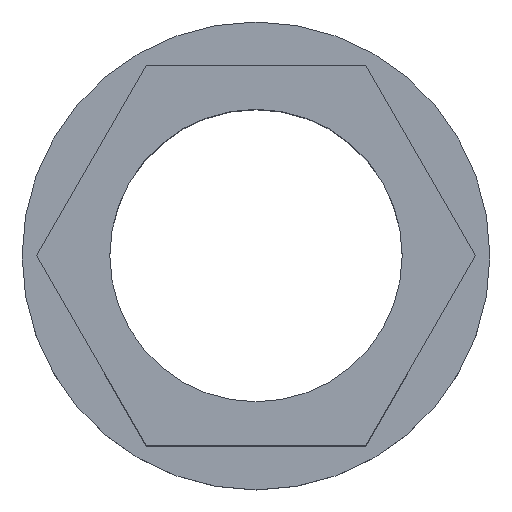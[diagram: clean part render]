
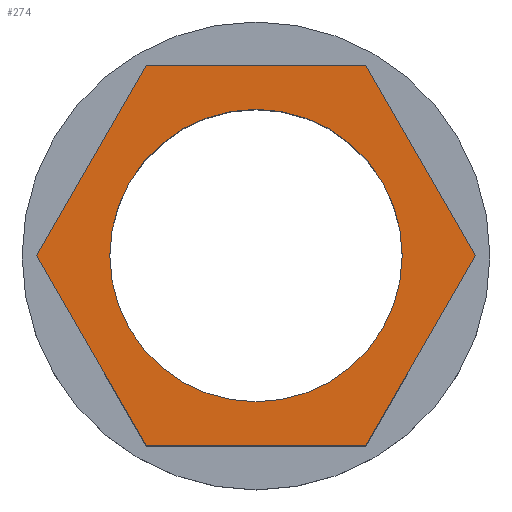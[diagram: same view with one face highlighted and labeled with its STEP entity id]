
A CAD part, top view. The second image highlights one B-rep face of the part: STEP entity #274.
In plain terms, the highlighted planar face has unit normal (0, 0, 1).
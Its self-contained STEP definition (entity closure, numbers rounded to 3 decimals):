
#43=CARTESIAN_POINT('',(-2.5,0.,5.));
#44=VERTEX_POINT('',#43);
#51=CARTESIAN_POINT('',(2.5,0.,5.));
#52=VERTEX_POINT('',#51);
#53=CARTESIAN_POINT('',(0.,0.,5.));
#54=DIRECTION('',(1.,0.,0.));
#55=DIRECTION('',(0.,0.,1.));
#56=AXIS2_PLACEMENT_3D('',#53,#55,#54);
#57=CIRCLE('',#56,2.5);
#58=EDGE_CURVE('',#52,#44,#57,.T.);
#60=CARTESIAN_POINT('',(0.,0.,5.));
#61=DIRECTION('',(-1.,0.,0.));
#62=DIRECTION('',(-0.,0.,1.));
#63=AXIS2_PLACEMENT_3D('',#60,#62,#61);
#64=CIRCLE('',#63,2.5);
#65=EDGE_CURVE('',#44,#52,#64,.T.);
#86=CARTESIAN_POINT('',(-1.876,-3.25,5.));
#87=VERTEX_POINT('',#86);
#94=CARTESIAN_POINT('',(-3.753,0.,5.));
#95=VERTEX_POINT('',#94);
#96=CARTESIAN_POINT('',(-1.876,-3.25,5.));
#97=DIRECTION('',(-0.5,0.866,0.));
#98=VECTOR('',#97,3.753);
#99=LINE('',#96,#98);
#100=EDGE_CURVE('',#87,#95,#99,.T.);
#125=CARTESIAN_POINT('',(-1.876,3.25,5.));
#126=VERTEX_POINT('',#125);
#127=CARTESIAN_POINT('',(-3.753,0.,5.));
#128=DIRECTION('',(0.5,0.866,0.));
#129=VECTOR('',#128,3.753);
#130=LINE('',#127,#129);
#131=EDGE_CURVE('',#95,#126,#130,.T.);
#156=CARTESIAN_POINT('',(1.876,3.25,5.));
#157=VERTEX_POINT('',#156);
#158=CARTESIAN_POINT('',(-1.876,3.25,5.));
#159=DIRECTION('',(1.,0.,0.));
#160=VECTOR('',#159,3.753);
#161=LINE('',#158,#160);
#162=EDGE_CURVE('',#126,#157,#161,.T.);
#187=CARTESIAN_POINT('',(3.753,0.,5.));
#188=VERTEX_POINT('',#187);
#189=CARTESIAN_POINT('',(1.876,3.25,5.));
#190=DIRECTION('',(0.5,-0.866,0.));
#191=VECTOR('',#190,3.753);
#192=LINE('',#189,#191);
#193=EDGE_CURVE('',#157,#188,#192,.T.);
#218=CARTESIAN_POINT('',(1.876,-3.25,5.));
#219=VERTEX_POINT('',#218);
#220=CARTESIAN_POINT('',(3.753,0.,5.));
#221=DIRECTION('',(-0.5,-0.866,0.));
#222=VECTOR('',#221,3.753);
#223=LINE('',#220,#222);
#224=EDGE_CURVE('',#188,#219,#223,.T.);
#247=CARTESIAN_POINT('',(1.876,-3.25,5.));
#248=DIRECTION('',(-1.,0.,0.));
#249=VECTOR('',#248,3.753);
#250=LINE('',#247,#249);
#251=EDGE_CURVE('',#219,#87,#250,.T.);
#257=CARTESIAN_POINT('',(0.,0.,5.));
#258=DIRECTION('',(1.,0.,0.));
#259=DIRECTION('',(0.,0.,1.));
#260=AXIS2_PLACEMENT_3D('',#257,#259,#258);
#261=PLANE('',#260);
#262=ORIENTED_EDGE('',*,*,#251,.F.);
#263=ORIENTED_EDGE('',*,*,#224,.F.);
#264=ORIENTED_EDGE('',*,*,#193,.F.);
#265=ORIENTED_EDGE('',*,*,#162,.F.);
#266=ORIENTED_EDGE('',*,*,#131,.F.);
#267=ORIENTED_EDGE('',*,*,#100,.F.);
#268=EDGE_LOOP('',(#262,#263,#264,#265,#266,#267));
#269=FACE_OUTER_BOUND('',#268,.T.);
#270=ORIENTED_EDGE('',*,*,#65,.F.);
#271=ORIENTED_EDGE('',*,*,#58,.F.);
#272=EDGE_LOOP('',(#270,#271));
#273=FACE_BOUND('',#272,.T.);
#274=ADVANCED_FACE('F8',(#269,#273),#261,.T.);
